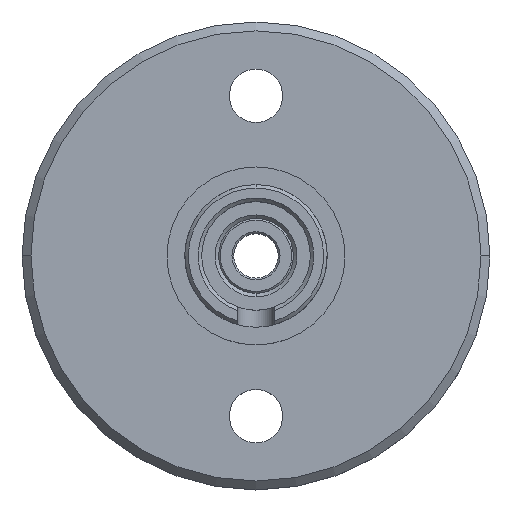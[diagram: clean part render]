
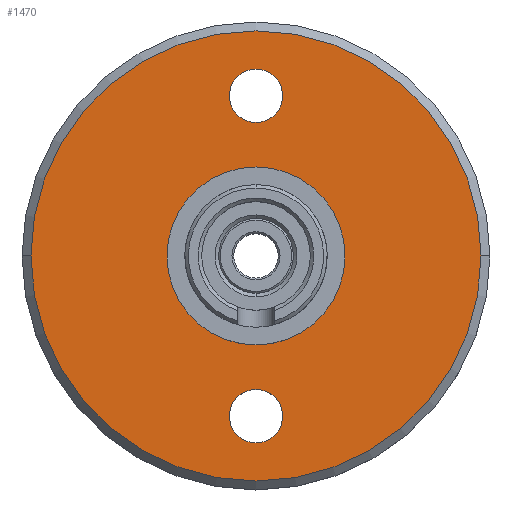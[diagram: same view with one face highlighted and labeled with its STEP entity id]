
A CAD part, top view. The second image highlights one B-rep face of the part: STEP entity #1470.
In plain terms, the highlighted planar face has unit normal (0, 0, 1).
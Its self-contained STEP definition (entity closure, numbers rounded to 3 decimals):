
#8 = EDGE_LOOP ( 'NONE', ( #1045, #1257 ) ) ;
#52 = CIRCLE ( 'NONE', #1344, 1.5 ) ;
#55 = CARTESIAN_POINT ( 'NONE',  ( 5.178, 0.536, 28.089 ) ) ;
#66 = FACE_BOUND ( 'NONE', #8, .T. ) ;
#73 = VERTEX_POINT ( 'NONE', #131 ) ;
#77 = ORIENTED_EDGE ( 'NONE', *, *, #86, .F. ) ;
#86 = EDGE_CURVE ( 'NONE', #1414, #330, #430, .T. ) ;
#88 = CARTESIAN_POINT ( 'NONE',  ( 5.178, 0.536, 28.089 ) ) ;
#95 = DIRECTION ( 'NONE',  ( 1., 0., 0. ) ) ;
#105 = ORIENTED_EDGE ( 'NONE', *, *, #360, .F. ) ;
#128 = DIRECTION ( 'NONE',  ( 0., 0., 1. ) ) ;
#131 = CARTESIAN_POINT ( 'NONE',  ( 3.678, 9.536, 28.089 ) ) ;
#170 = CIRCLE ( 'NONE', #1258, 12.645 ) ;
#195 = VERTEX_POINT ( 'NONE', #281 ) ;
#197 = DIRECTION ( 'NONE',  ( 1., 0., 0. ) ) ;
#201 = CARTESIAN_POINT ( 'NONE',  ( 5.178, -8.464, 28.089 ) ) ;
#222 = FACE_BOUND ( 'NONE', #670, .T. ) ;
#231 = EDGE_CURVE ( 'NONE', #195, #73, #514, .T. ) ;
#246 = AXIS2_PLACEMENT_3D ( 'NONE', #479, #1243, #354 ) ;
#281 = CARTESIAN_POINT ( 'NONE',  ( 6.678, 9.536, 28.089 ) ) ;
#330 = VERTEX_POINT ( 'NONE', #879 ) ;
#354 = DIRECTION ( 'NONE',  ( 1., 0., 0. ) ) ;
#356 = AXIS2_PLACEMENT_3D ( 'NONE', #981, #1508, #95 ) ;
#360 = EDGE_CURVE ( 'NONE', #1408, #1625, #1613, .T. ) ;
#392 = FACE_OUTER_BOUND ( 'NONE', #1495, .T. ) ;
#408 = CARTESIAN_POINT ( 'NONE',  ( 9.178, 0.536, 28.089 ) ) ;
#420 = DIRECTION ( 'NONE',  ( 0., 0., 1. ) ) ;
#430 = CIRCLE ( 'NONE', #1043, 1.5 ) ;
#454 = EDGE_CURVE ( 'NONE', #984, #1154, #170, .T. ) ;
#455 = DIRECTION ( 'NONE',  ( 0., 0., 1. ) ) ;
#479 = CARTESIAN_POINT ( 'NONE',  ( 5.178, 0.536, 28.089 ) ) ;
#511 = EDGE_CURVE ( 'NONE', #73, #195, #52, .T. ) ;
#514 = CIRCLE ( 'NONE', #678, 1.5 ) ;
#522 = DIRECTION ( 'NONE',  ( 0., 0., 1. ) ) ;
#526 = DIRECTION ( 'NONE',  ( 1., 0., 0. ) ) ;
#552 = CARTESIAN_POINT ( 'NONE',  ( 5.178, -8.464, 28.089 ) ) ;
#587 = DIRECTION ( 'NONE',  ( 1., 0., 0. ) ) ;
#606 = ORIENTED_EDGE ( 'NONE', *, *, #845, .F. ) ;
#646 = CARTESIAN_POINT ( 'NONE',  ( -7.466, 0.536, 28.089 ) ) ;
#654 = AXIS2_PLACEMENT_3D ( 'NONE', #1041, #522, #784 ) ;
#670 = EDGE_LOOP ( 'NONE', ( #105, #606 ) ) ;
#678 = AXIS2_PLACEMENT_3D ( 'NONE', #1525, #128, #982 ) ;
#689 = DIRECTION ( 'NONE',  ( 1., 0., 0. ) ) ;
#696 = DIRECTION ( 'NONE',  ( 0., 0., 1. ) ) ;
#784 = DIRECTION ( 'NONE',  ( 1., 0., 0. ) ) ;
#814 = DIRECTION ( 'NONE',  ( 0., 0., 1. ) ) ;
#822 = EDGE_LOOP ( 'NONE', ( #77, #1238 ) ) ;
#828 = ORIENTED_EDGE ( 'NONE', *, *, #454, .T. ) ;
#845 = EDGE_CURVE ( 'NONE', #1625, #1408, #1321, .T. ) ;
#863 = CIRCLE ( 'NONE', #654, 12.645 ) ;
#879 = CARTESIAN_POINT ( 'NONE',  ( 3.678, -8.464, 28.089 ) ) ;
#954 = ORIENTED_EDGE ( 'NONE', *, *, #1050, .T. ) ;
#981 = CARTESIAN_POINT ( 'NONE',  ( 5.178, 0.536, 28.089 ) ) ;
#982 = DIRECTION ( 'NONE',  ( 1., 0., 0. ) ) ;
#984 = VERTEX_POINT ( 'NONE', #1477 ) ;
#1041 = CARTESIAN_POINT ( 'NONE',  ( 5.178, 0.536, 28.089 ) ) ;
#1043 = AXIS2_PLACEMENT_3D ( 'NONE', #552, #420, #1181 ) ;
#1045 = ORIENTED_EDGE ( 'NONE', *, *, #231, .F. ) ;
#1050 = EDGE_CURVE ( 'NONE', #1154, #984, #863, .T. ) ;
#1061 = AXIS2_PLACEMENT_3D ( 'NONE', #55, #814, #197 ) ;
#1080 = CARTESIAN_POINT ( 'NONE',  ( 6.678, -8.464, 28.089 ) ) ;
#1144 = AXIS2_PLACEMENT_3D ( 'NONE', #201, #1601, #526 ) ;
#1154 = VERTEX_POINT ( 'NONE', #646 ) ;
#1181 = DIRECTION ( 'NONE',  ( 1., 0., 0. ) ) ;
#1187 = PLANE ( 'NONE',  #1061 ) ;
#1238 = ORIENTED_EDGE ( 'NONE', *, *, #1526, .F. ) ;
#1243 = DIRECTION ( 'NONE',  ( 0., 0., 1. ) ) ;
#1257 = ORIENTED_EDGE ( 'NONE', *, *, #511, .F. ) ;
#1258 = AXIS2_PLACEMENT_3D ( 'NONE', #88, #455, #587 ) ;
#1321 = CIRCLE ( 'NONE', #356, 4. ) ;
#1344 = AXIS2_PLACEMENT_3D ( 'NONE', #1585, #696, #689 ) ;
#1400 = FACE_BOUND ( 'NONE', #822, .T. ) ;
#1408 = VERTEX_POINT ( 'NONE', #1562 ) ;
#1414 = VERTEX_POINT ( 'NONE', #1080 ) ;
#1470 = ADVANCED_FACE ( 'NONE', ( #1400, #66, #392, #222 ), #1187, .T. ) ;
#1477 = CARTESIAN_POINT ( 'NONE',  ( 17.823, 0.536, 28.089 ) ) ;
#1495 = EDGE_LOOP ( 'NONE', ( #954, #828 ) ) ;
#1508 = DIRECTION ( 'NONE',  ( 0., 0., 1. ) ) ;
#1525 = CARTESIAN_POINT ( 'NONE',  ( 5.178, 9.536, 28.089 ) ) ;
#1526 = EDGE_CURVE ( 'NONE', #330, #1414, #1566, .T. ) ;
#1562 = CARTESIAN_POINT ( 'NONE',  ( 1.178, 0.536, 28.089 ) ) ;
#1566 = CIRCLE ( 'NONE', #1144, 1.5 ) ;
#1585 = CARTESIAN_POINT ( 'NONE',  ( 5.178, 9.536, 28.089 ) ) ;
#1601 = DIRECTION ( 'NONE',  ( 0., 0., 1. ) ) ;
#1613 = CIRCLE ( 'NONE', #246, 4. ) ;
#1625 = VERTEX_POINT ( 'NONE', #408 ) ;
